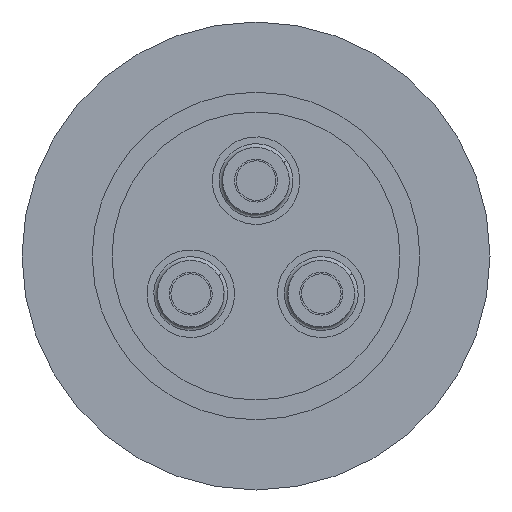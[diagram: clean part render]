
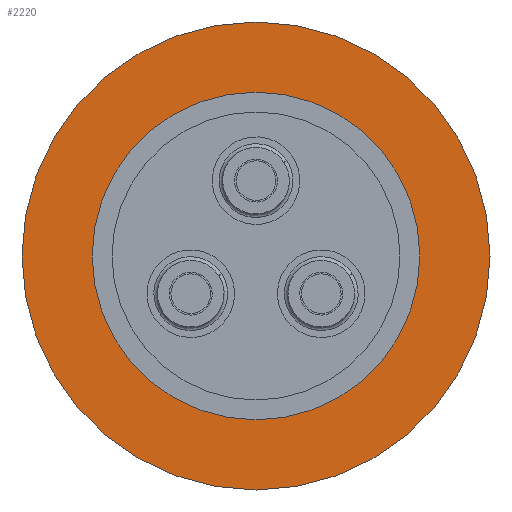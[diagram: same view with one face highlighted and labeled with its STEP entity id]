
A CAD part, front view. The second image highlights one B-rep face of the part: STEP entity #2220.
In plain terms, the highlighted planar face has unit normal (0, -1, 0).
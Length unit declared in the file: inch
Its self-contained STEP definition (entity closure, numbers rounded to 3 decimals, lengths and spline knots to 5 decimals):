
#125 = EDGE_CURVE ( 'NONE', #2886, #4403, #2364, .T. ) ;
#162 = CARTESIAN_POINT ( 'NONE',  ( 0., 0., 0. ) ) ;
#359 = EDGE_CURVE ( 'NONE', #4127, #4491, #2656, .T. ) ;
#434 = EDGE_LOOP ( 'NONE', ( #1935, #2504 ) ) ;
#709 = AXIS2_PLACEMENT_3D ( 'NONE', #4329, #1061, #4157 ) ;
#874 = DIRECTION ( 'NONE',  ( 0., -1., 0. ) ) ;
#925 = DIRECTION ( 'NONE',  ( 0., -1., 0. ) ) ;
#1007 = AXIS2_PLACEMENT_3D ( 'NONE', #2075, #4590, #3893 ) ;
#1039 = EDGE_LOOP ( 'NONE', ( #1047, #1484 ) ) ;
#1047 = ORIENTED_EDGE ( 'NONE', *, *, #125, .T. ) ;
#1061 = DIRECTION ( 'NONE',  ( 0., -1., 0. ) ) ;
#1236 = FACE_BOUND ( 'NONE', #434, .T. ) ;
#1260 = AXIS2_PLACEMENT_3D ( 'NONE', #2268, #925, #3408 ) ;
#1484 = ORIENTED_EDGE ( 'NONE', *, *, #3341, .T. ) ;
#1488 = CARTESIAN_POINT ( 'NONE',  ( 0., 0., -1.475 ) ) ;
#1925 = CARTESIAN_POINT ( 'NONE',  ( 0., 0., -1.0325 ) ) ;
#1935 = ORIENTED_EDGE ( 'NONE', *, *, #3334, .F. ) ;
#2075 = CARTESIAN_POINT ( 'NONE',  ( 0., 0., 0. ) ) ;
#2220 = ADVANCED_FACE ( 'NONE', ( #1236, #2997 ), #2687, .F. ) ;
#2268 = CARTESIAN_POINT ( 'NONE',  ( 0., 0., 0. ) ) ;
#2364 = CIRCLE ( 'NONE', #1007, 1.475 ) ;
#2504 = ORIENTED_EDGE ( 'NONE', *, *, #359, .F. ) ;
#2522 = AXIS2_PLACEMENT_3D ( 'NONE', #3419, #3718, #4480 ) ;
#2656 = CIRCLE ( 'NONE', #709, 1.0325 ) ;
#2687 = PLANE ( 'NONE',  #2522 ) ;
#2724 = CARTESIAN_POINT ( 'NONE',  ( 0., 0., 1.0325 ) ) ;
#2886 = VERTEX_POINT ( 'NONE', #1488 ) ;
#2985 = DIRECTION ( 'NONE',  ( 0., 0., -1. ) ) ;
#2997 = FACE_OUTER_BOUND ( 'NONE', #1039, .T. ) ;
#3306 = CIRCLE ( 'NONE', #1260, 1.0325 ) ;
#3334 = EDGE_CURVE ( 'NONE', #4491, #4127, #3306, .T. ) ;
#3341 = EDGE_CURVE ( 'NONE', #4403, #2886, #4616, .T. ) ;
#3356 = CARTESIAN_POINT ( 'NONE',  ( 0., 0., 1.475 ) ) ;
#3408 = DIRECTION ( 'NONE',  ( 0., 0., -1. ) ) ;
#3419 = CARTESIAN_POINT ( 'NONE',  ( -1.0325, 0., 0. ) ) ;
#3718 = DIRECTION ( 'NONE',  ( 0., 1., 0. ) ) ;
#3893 = DIRECTION ( 'NONE',  ( 0., 0., -1. ) ) ;
#3924 = AXIS2_PLACEMENT_3D ( 'NONE', #162, #874, #2985 ) ;
#4127 = VERTEX_POINT ( 'NONE', #2724 ) ;
#4157 = DIRECTION ( 'NONE',  ( 0., 0., -1. ) ) ;
#4329 = CARTESIAN_POINT ( 'NONE',  ( 0., 0., 0. ) ) ;
#4403 = VERTEX_POINT ( 'NONE', #3356 ) ;
#4480 = DIRECTION ( 'NONE',  ( 0., 0., 1. ) ) ;
#4491 = VERTEX_POINT ( 'NONE', #1925 ) ;
#4590 = DIRECTION ( 'NONE',  ( 0., -1., 0. ) ) ;
#4616 = CIRCLE ( 'NONE', #3924, 1.475 ) ;
